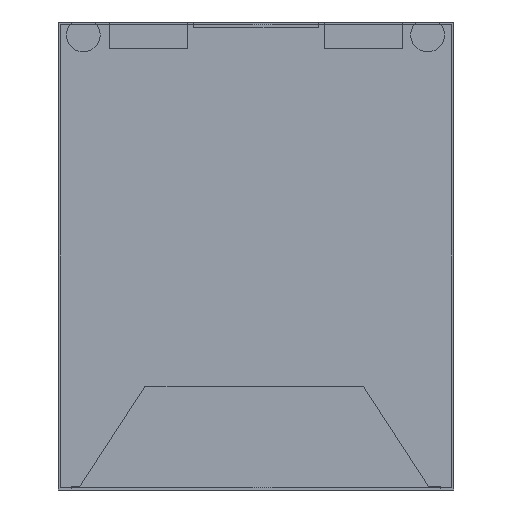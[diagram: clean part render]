
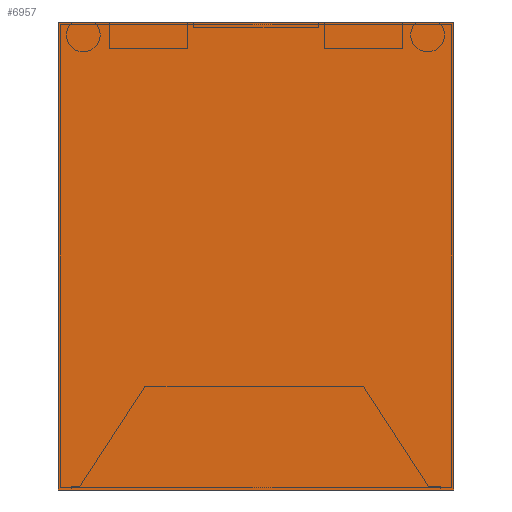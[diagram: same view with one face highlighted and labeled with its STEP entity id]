
A CAD part, front view. The second image highlights one B-rep face of the part: STEP entity #6957.
In plain terms, the highlighted planar face has unit normal (0, -1, 0).
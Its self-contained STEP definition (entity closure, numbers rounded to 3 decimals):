
#459=FACE_OUTER_BOUND('',#905,.T.);
#905=EDGE_LOOP('',(#6191,#6192,#6193,#6194));
#1834=LINE('',#10981,#2768);
#1837=LINE('',#10986,#2771);
#1839=LINE('',#10990,#2773);
#1840=LINE('',#10993,#2774);
#2768=VECTOR('',#9041,90.);
#2771=VECTOR('',#9046,76.);
#2773=VECTOR('',#9050,90.);
#2774=VECTOR('',#9055,76.);
#3393=VERTEX_POINT('',#10978);
#3394=VERTEX_POINT('',#10980);
#3395=VERTEX_POINT('',#10984);
#3396=VERTEX_POINT('',#10988);
#4324=EDGE_CURVE('',#3394,#3393,#1834,.T.);
#4327=EDGE_CURVE('',#3393,#3395,#1837,.T.);
#4329=EDGE_CURVE('',#3395,#3396,#1839,.T.);
#4330=EDGE_CURVE('',#3394,#3396,#1840,.T.);
#6191=ORIENTED_EDGE('',*,*,#4330,.F.);
#6192=ORIENTED_EDGE('',*,*,#4324,.T.);
#6193=ORIENTED_EDGE('',*,*,#4327,.T.);
#6194=ORIENTED_EDGE('',*,*,#4329,.T.);
#6577=PLANE('',#7360);
#6957=ADVANCED_FACE('',(#459),#6577,.F.);
#7360=AXIS2_PLACEMENT_3D('',#10992,#9053,#9054);
#9041=DIRECTION('',(0.,0.,1.));
#9046=DIRECTION('',(-1.,0.,0.));
#9050=DIRECTION('',(0.,0.,-1.));
#9053=DIRECTION('center_axis',(0.,1.,0.));
#9054=DIRECTION('ref_axis',(0.,0.,1.));
#9055=DIRECTION('',(-1.,0.,0.));
#10978=CARTESIAN_POINT('',(38.183,-1127.25,0.));
#10980=CARTESIAN_POINT('',(38.183,-1127.25,-90.));
#10981=CARTESIAN_POINT('',(38.183,-1127.25,-90.));
#10984=CARTESIAN_POINT('',(-37.817,-1127.25,0.));
#10986=CARTESIAN_POINT('',(38.183,-1127.25,0.));
#10988=CARTESIAN_POINT('',(-37.817,-1127.25,-90.));
#10990=CARTESIAN_POINT('',(-37.817,-1127.25,0.));
#10992=CARTESIAN_POINT('Origin',(0.183,-1127.25,-45.));
#10993=CARTESIAN_POINT('',(38.183,-1127.25,-90.));
